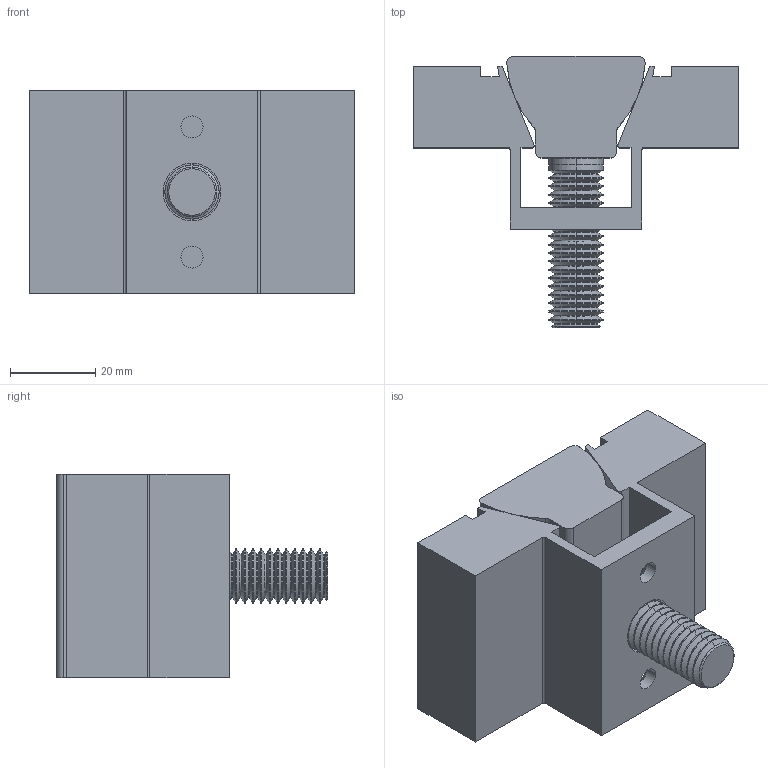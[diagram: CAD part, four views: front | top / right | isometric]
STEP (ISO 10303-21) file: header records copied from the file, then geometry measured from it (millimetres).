
FILE_DESCRIPTION (( 'STEP AP203' ), '1' );
FILE_NAME ('80DEFAU1128162692213.step', '2006-11-28T21:26:08', ( 'SysAdmin' ), ( 'SolidWorks' ), 'SwSTEP 2.0', 'SolidWorks 2007', '' );
FILE_SCHEMA (( 'CONFIG_CONTROL_DESIGN' ));
Length unit declared in the file: inch
Products named in the file (4): 80DEFAU1128162692213; SW3dPS-80155_60150; SW3dPS-80155_60340; SW3dPS-80155_500-13 CAP
Assembly tree (3 placements, depth 2):
  80DEFAU1128162692213
    SW3dPS-80155_500-13 CAP
    SW3dPS-80155_60340
    SW3dPS-80155_60150
Bounding box: 76.2 x 63.5 x 47.62 mm (x, y, z)
Volume: 85607 mm3; surface area: 28058.5 mm2
Topology: 3 solids, 3 shells, 232 faces, 508 edges, 286 vertices
Faces by surface type: cylinder 104, cone 82, plane 44, bspline 2
Entity records: 6686 total; most frequent: DIRECTION 1196, CARTESIAN_POINT 1068, ORIENTED_EDGE 1016, EDGE_CURVE 508, AXIS2_PLACEMENT_3D 454, VECTOR 288, LINE 288, VERTEX_POINT 286
